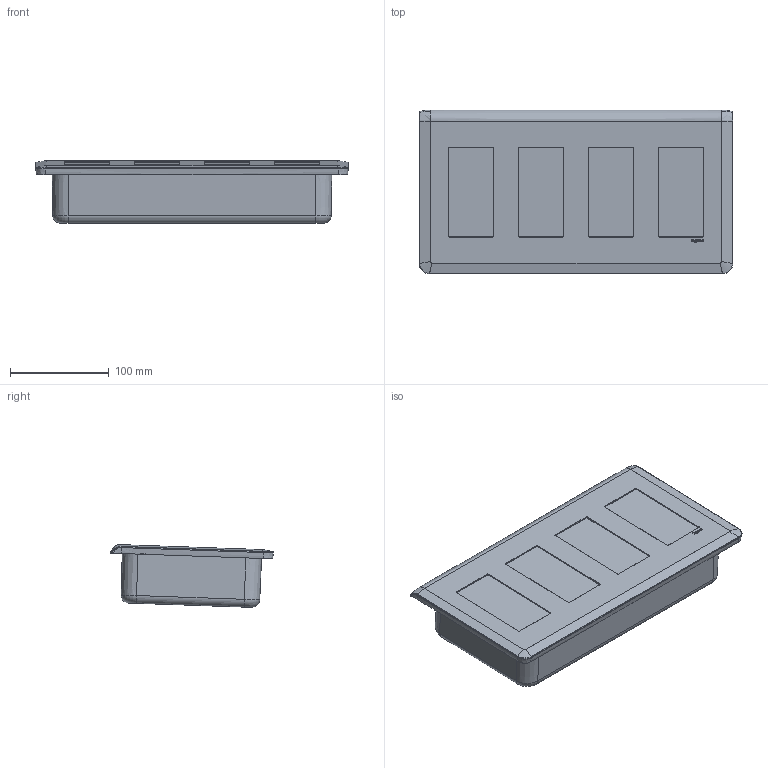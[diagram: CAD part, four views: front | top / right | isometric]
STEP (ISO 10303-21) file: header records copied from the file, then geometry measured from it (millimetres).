
FILE_DESCRIPTION(('CATIA V5 STEP Exchange','CAx-IF Rec.Pracs.--- Model Styling and Organization---1.5--- 2016-08-15','CAx-IF Rec.Pracs.---Supplemental Geometry---1.0---2011-11-01','CAx-IF Rec.Pracs.--- Composite Materials ---1.1---2010-07-15'),'2;1');
FILE_NAME('078874L _AllCATPart.stp','2025-01-14T08:17:36+00:00',('none'),('none'),'CATIA Version 5-6 Release 2020 SP3','CATIA V5 STEP AP214 v2','none');
FILE_SCHEMA(('AUTOMOTIVE_DESIGN { 1 0 10303 214 1 1 1 1 }'));
Length unit declared in the file: millimetre
Products named in the file (1): 078874L _AllCATPart
Bounding box: 318 x 166.01 x 63.67 mm (x, y, z)
Volume: 2415565.9 mm3; surface area: 149872.1 mm2
Topology: 1 solids, 1 shells, 311 faces, 789 edges, 500 vertices
Faces by surface type: plane 122, bspline 93, cylinder 83, extrusion 5, torus 4, cone 4
Entity records: 14758 total; most frequent: CARTESIAN_POINT 8114, ORIENTED_EDGE 1578, DIRECTION 793, EDGE_CURVE 789, VERTEX_POINT 500, B_SPLINE_CURVE_WITH_KNOTS 350, VECTOR 347, LINE 342
